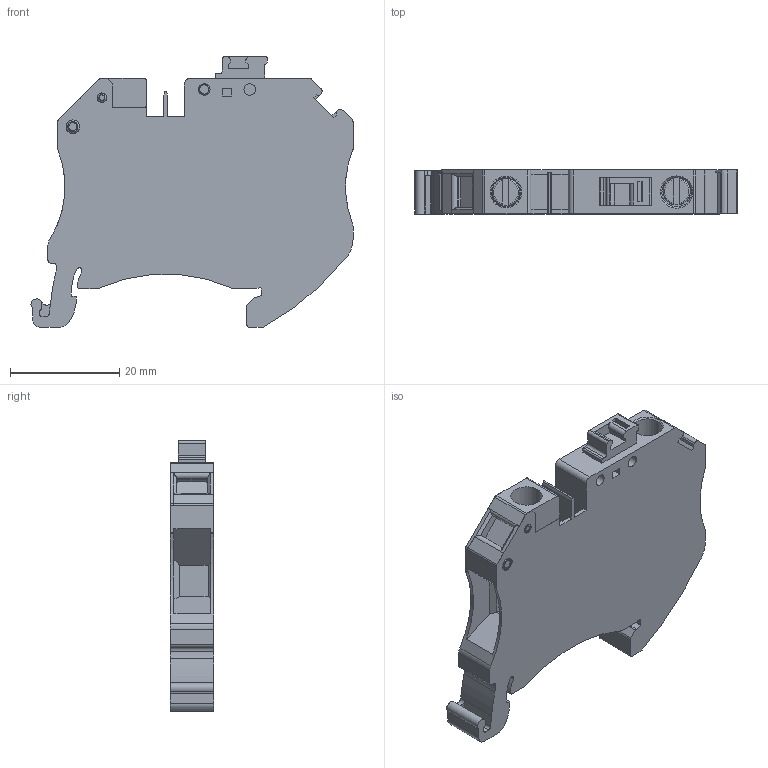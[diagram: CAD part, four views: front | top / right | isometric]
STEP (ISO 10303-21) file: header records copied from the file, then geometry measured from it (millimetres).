
FILE_DESCRIPTION(/* description */ ('Unknown'),/* implementation_level */ '2;1');
FILE_NAME(/* name */ 'TQK6_3D_SOLID',/* time_stamp */ '2021-05-20T11:44:40+05:00',/* author */ ('Unknown'),/* organization */ ('Unknown'),/* preprocessor_version */ 'ST-DEVELOPER v16.7',/* originating_system */ 'DEX',/* authorisation */ $);
FILE_SCHEMA (('AUTOMOTIVE_DESIGN {1 0 10303 214 3 1 1}'));
Length unit declared in the file: millimetre
Products named in the file (1): TQK6_SOLID
Bounding box: 58.85 x 8 x 49.51 mm (x, y, z)
Volume: 13745.7 mm3; surface area: 8036.7 mm2
Topology: 1 solids, 1 shells, 301 faces, 807 edges, 535 vertices
Faces by surface type: plane 190, cylinder 97, torus 11, cone 3
Full cylindrical faces by diameter (mm): 1 x2, 1.5 x2, 1.6 x2, 1.75 x2, 2 x1, 2.1 x3, 2.35 x2, 2.5 x1, 3.5 x2, 4 x2, 5 x2, 5.4 x2, 5.784 x2
Entity records: 11261 total; most frequent: CARTESIAN_POINT 1601, DIRECTION 1588, ORIENTED_EDGE 1510, EDGE_CURVE 755, AXIS2_PLACEMENT_3D 539, VERTEX_POINT 520, LINE 510, VECTOR 510
